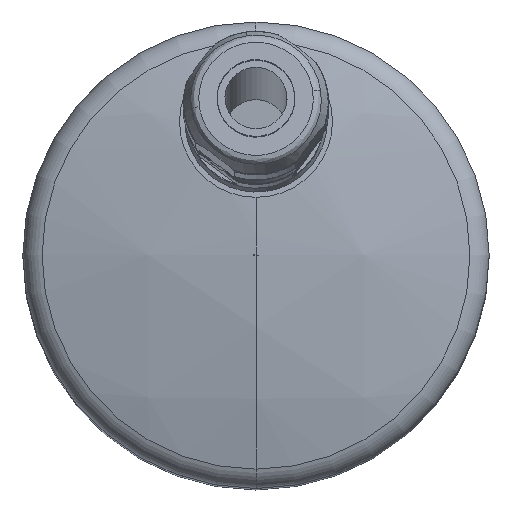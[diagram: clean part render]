
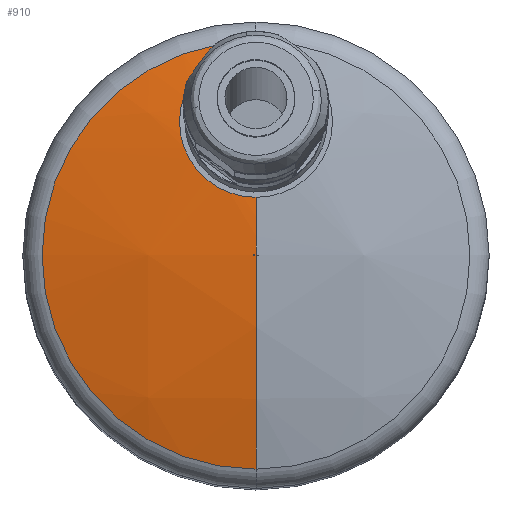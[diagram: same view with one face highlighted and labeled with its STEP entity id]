
A CAD part, top view. The second image highlights one B-rep face of the part: STEP entity #910.
In plain terms, the highlighted spherical face has radius 200 mm.
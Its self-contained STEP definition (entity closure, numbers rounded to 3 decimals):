
#323 = CIRCLE ( 'NONE', #5912, 200. ) ;
#555 = ORIENTED_EDGE ( 'NONE', *, *, #5011, .F. ) ;
#722 = CARTESIAN_POINT ( 'NONE',  ( 0., 31.162, -10.316 ) ) ;
#910 = ADVANCED_FACE ( 'NONE', ( #10391 ), #6369, .T. ) ;
#1095 = CIRCLE ( 'NONE', #4311, 50. ) ;
#1435 = ORIENTED_EDGE ( 'NONE', *, *, #9448, .F. ) ;
#1473 = CARTESIAN_POINT ( 'NONE',  ( 0., 0., -7.218 ) ) ;
#1830 = DIRECTION ( 'NONE',  ( 0., 0., -1. ) ) ;
#1861 = ORIENTED_EDGE ( 'NONE', *, *, #8376, .T. ) ;
#1884 = DIRECTION ( 'NONE',  ( 1., 0., 0. ) ) ;
#1980 = CARTESIAN_POINT ( 'NONE',  ( 0., 0., 186.431 ) ) ;
#2060 = EDGE_CURVE ( 'NONE', #9799, #9088, #8477, .T. ) ;
#2097 = CARTESIAN_POINT ( 'NONE',  ( 0., 0., 186.431 ) ) ;
#2152 = CARTESIAN_POINT ( 'NONE',  ( 0., 50., -7.218 ) ) ;
#2360 = DIRECTION ( 'NONE',  ( 0., 1., 0. ) ) ;
#2626 = CARTESIAN_POINT ( 'NONE',  ( 0., 0., 186.431 ) ) ;
#2930 = DIRECTION ( 'NONE',  ( -1., 0., 0. ) ) ;
#2958 = DIRECTION ( 'NONE',  ( 0., -0.156, 0.988 ) ) ;
#3216 = DIRECTION ( 'NONE',  ( 0., 0., 1. ) ) ;
#3669 = ORIENTED_EDGE ( 'NONE', *, *, #2060, .T. ) ;
#3802 = CARTESIAN_POINT ( 'NONE',  ( 0., -50., -7.218 ) ) ;
#3903 = AXIS2_PLACEMENT_3D ( 'NONE', #2097, #8609, #7762 ) ;
#4311 = AXIS2_PLACEMENT_3D ( 'NONE', #1473, #3216, #4758 ) ;
#4758 = DIRECTION ( 'NONE',  ( 0., -1., 0. ) ) ;
#4951 = AXIS2_PLACEMENT_3D ( 'NONE', #1980, #2930, #10131 ) ;
#5011 = EDGE_CURVE ( 'NONE', #9799, #6685, #5285, .T. ) ;
#5095 = AXIS2_PLACEMENT_3D ( 'NONE', #9704, #9606, #2360 ) ;
#5285 = CIRCLE ( 'NONE', #4951, 200. ) ;
#5912 = AXIS2_PLACEMENT_3D ( 'NONE', #2626, #1884, #1830 ) ;
#5939 = EDGE_CURVE ( 'NONE', #9088, #6137, #7003, .T. ) ;
#6137 = VERTEX_POINT ( 'NONE', #9086 ) ;
#6149 = EDGE_LOOP ( 'NONE', ( #555, #3669, #8512, #1861, #1435 ) ) ;
#6369 = SPHERICAL_SURFACE ( 'NONE', #5095, 200. ) ;
#6685 = VERTEX_POINT ( 'NONE', #3802 ) ;
#7003 = CIRCLE ( 'NONE', #7332, 17.871 ) ;
#7332 = AXIS2_PLACEMENT_3D ( 'NONE', #722, #2958, #9359 ) ;
#7762 = DIRECTION ( 'NONE',  ( 0., 0., -1. ) ) ;
#8376 = EDGE_CURVE ( 'NONE', #6137, #9599, #323, .T. ) ;
#8477 = CIRCLE ( 'NONE', #3903, 200. ) ;
#8512 = ORIENTED_EDGE ( 'NONE', *, *, #5939, .T. ) ;
#8609 = DIRECTION ( 'NONE',  ( 1., 0., 0. ) ) ;
#9086 = CARTESIAN_POINT ( 'NONE',  ( 0., 48.812, -7.521 ) ) ;
#9088 = VERTEX_POINT ( 'NONE', #9994 ) ;
#9359 = DIRECTION ( 'NONE',  ( 0., -0.988, -0.156 ) ) ;
#9448 = EDGE_CURVE ( 'NONE', #6685, #9599, #1095, .T. ) ;
#9599 = VERTEX_POINT ( 'NONE', #2152 ) ;
#9606 = DIRECTION ( 'NONE',  ( -1., 0., 0. ) ) ;
#9704 = CARTESIAN_POINT ( 'NONE',  ( 0., 0., 186.431 ) ) ;
#9799 = VERTEX_POINT ( 'NONE', #10299 ) ;
#9994 = CARTESIAN_POINT ( 'NONE',  ( 0., 13.511, -13.112 ) ) ;
#10131 = DIRECTION ( 'NONE',  ( 0., -1., 0. ) ) ;
#10299 = CARTESIAN_POINT ( 'NONE',  ( 0., 0., -13.569 ) ) ;
#10391 = FACE_OUTER_BOUND ( 'NONE', #6149, .T. ) ;
